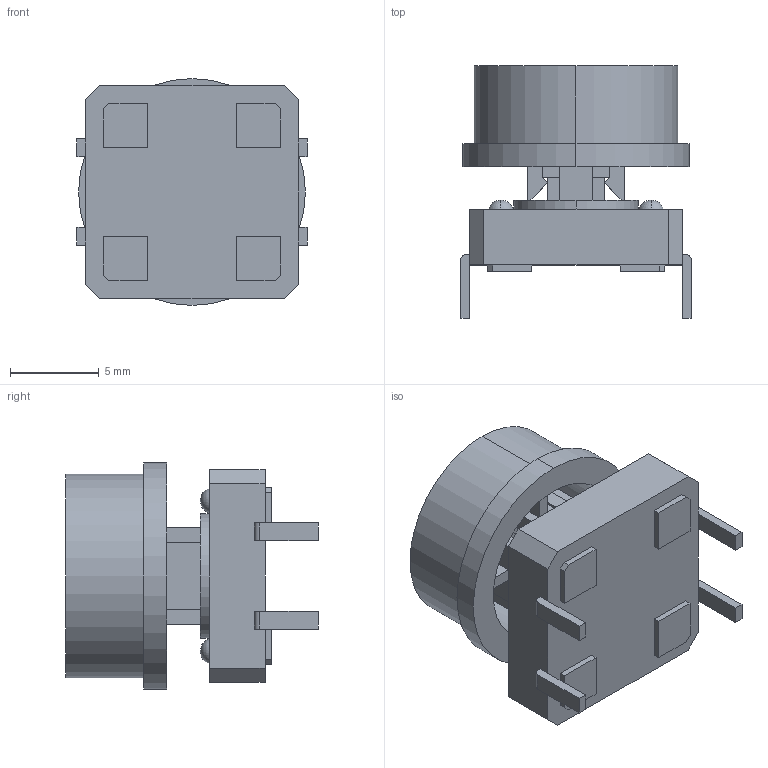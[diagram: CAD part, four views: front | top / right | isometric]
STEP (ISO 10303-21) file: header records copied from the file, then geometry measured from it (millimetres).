
FILE_DESCRIPTION (( 'STEP AP214' ), '1' );
FILE_NAME ('Push Button with Cap.STEP', '2022-06-08T20:16:13', ( '' ), ( '' ), 'SwSTEP 2.0', 'SolidWorks 2015', '' );
FILE_SCHEMA (( 'AUTOMOTIVE_DESIGN' ));
Length unit declared in the file: millimetre
Products named in the file (3): Tactile Button Caps for B3F-4055 12X12X7.3MM; Êíîïêà12õ12õ7,3; Push Button with Cap
Assembly tree (2 placements, depth 2):
  Push Button with Cap
    Êíîïêà12õ12õ7,3
    Tactile Button Caps for B3F-4055 12X12X7.3MM
Bounding box: 13 x 14.25 x 12.8 mm (x, y, z)
Volume: 892 mm3; surface area: 1414.9 mm2
Topology: 2 solids, 2 shells, 153 faces, 394 edges, 260 vertices
Faces by surface type: plane 125, cylinder 20, torus 8
Entity records: 5683 total; most frequent: CARTESIAN_POINT 812, ORIENTED_EDGE 788, DIRECTION 782, EDGE_CURVE 394, LINE 322, VECTOR 322, VERTEX_POINT 260, AXIS2_PLACEMENT_3D 230
